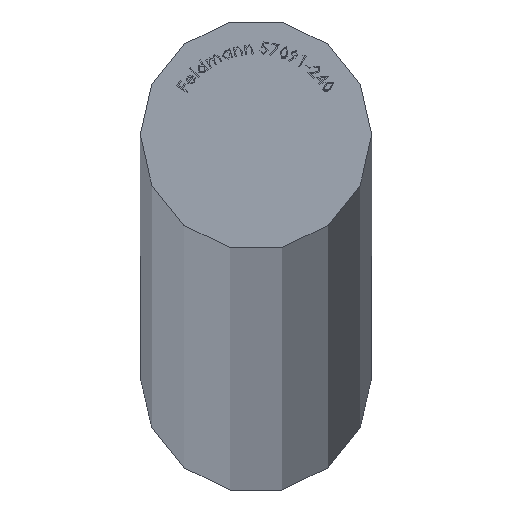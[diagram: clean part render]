
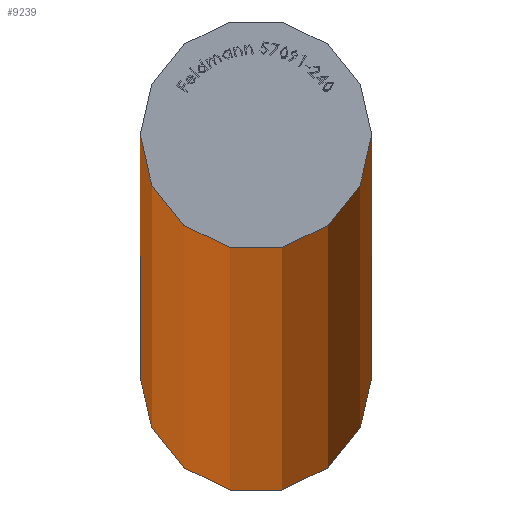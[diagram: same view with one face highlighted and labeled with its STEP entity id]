
A CAD part, top view. The second image highlights one B-rep face of the part: STEP entity #9239.
In plain terms, the highlighted cylindrical face has radius 5 mm (diameter 10 mm), a partial arc.
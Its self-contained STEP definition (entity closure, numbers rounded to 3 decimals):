
#257 = VECTOR ( 'NONE', #7177, 1000. ) ;
#275 = CARTESIAN_POINT ( 'NONE',  ( -5., 0., -6000. ) ) ;
#457 = VECTOR ( 'NONE', #6740, 1000. ) ;
#1005 = CYLINDRICAL_SURFACE ( 'NONE', #3955, 5. ) ;
#1534 = CARTESIAN_POINT ( 'NONE',  ( 0., 0., -6000. ) ) ;
#2288 = VERTEX_POINT ( 'NONE', #275 ) ;
#2453 = DIRECTION ( 'NONE',  ( 1., 0., 0. ) ) ;
#2642 = ORIENTED_EDGE ( 'NONE', *, *, #11041, .F. ) ;
#2870 = LINE ( 'NONE', #4038, #457 ) ;
#3159 = EDGE_CURVE ( 'NONE', #9480, #7439, #2870, .T. ) ;
#3281 = CARTESIAN_POINT ( 'NONE',  ( 0., 0., 0. ) ) ;
#3824 = DIRECTION ( 'NONE',  ( 1., 0., 0. ) ) ;
#3955 = AXIS2_PLACEMENT_3D ( 'NONE', #10101, #5678, #3824 ) ;
#4038 = CARTESIAN_POINT ( 'NONE',  ( 5., 0., -6000. ) ) ;
#4173 = DIRECTION ( 'NONE',  ( 1., 0., 0. ) ) ;
#5173 = ORIENTED_EDGE ( 'NONE', *, *, #9045, .T. ) ;
#5306 = CARTESIAN_POINT ( 'NONE',  ( -5., 0., 0. ) ) ;
#5382 = AXIS2_PLACEMENT_3D ( 'NONE', #1534, #7822, #2453 ) ;
#5405 = AXIS2_PLACEMENT_3D ( 'NONE', #3281, #9545, #4173 ) ;
#5502 = CIRCLE ( 'NONE', #5405, 5. ) ;
#5678 = DIRECTION ( 'NONE',  ( 0., 0., 1. ) ) ;
#5760 = EDGE_CURVE ( 'NONE', #10265, #7439, #5502, .T. ) ;
#6740 = DIRECTION ( 'NONE',  ( 0., 0., 1. ) ) ;
#6995 = CARTESIAN_POINT ( 'NONE',  ( 5., 0., 0. ) ) ;
#7177 = DIRECTION ( 'NONE',  ( 0., 0., 1. ) ) ;
#7439 = VERTEX_POINT ( 'NONE', #6995 ) ;
#7822 = DIRECTION ( 'NONE',  ( 0., 0., 1. ) ) ;
#7855 = CARTESIAN_POINT ( 'NONE',  ( 5., 0., -6000. ) ) ;
#7912 = EDGE_LOOP ( 'NONE', ( #2642, #5173, #9185, #10024 ) ) ;
#8718 = CIRCLE ( 'NONE', #5382, 5. ) ;
#8963 = CARTESIAN_POINT ( 'NONE',  ( -5., 0., -6000. ) ) ;
#9045 = EDGE_CURVE ( 'NONE', #2288, #9480, #8718, .T. ) ;
#9185 = ORIENTED_EDGE ( 'NONE', *, *, #3159, .T. ) ;
#9239 = ADVANCED_FACE ( 'NONE', ( #10577 ), #1005, .T. ) ;
#9480 = VERTEX_POINT ( 'NONE', #7855 ) ;
#9545 = DIRECTION ( 'NONE',  ( 0., 0., 1. ) ) ;
#9562 = LINE ( 'NONE', #8963, #257 ) ;
#10024 = ORIENTED_EDGE ( 'NONE', *, *, #5760, .F. ) ;
#10101 = CARTESIAN_POINT ( 'NONE',  ( 0., 0., -6000. ) ) ;
#10265 = VERTEX_POINT ( 'NONE', #5306 ) ;
#10577 = FACE_OUTER_BOUND ( 'NONE', #7912, .T. ) ;
#11041 = EDGE_CURVE ( 'NONE', #2288, #10265, #9562, .T. ) ;
